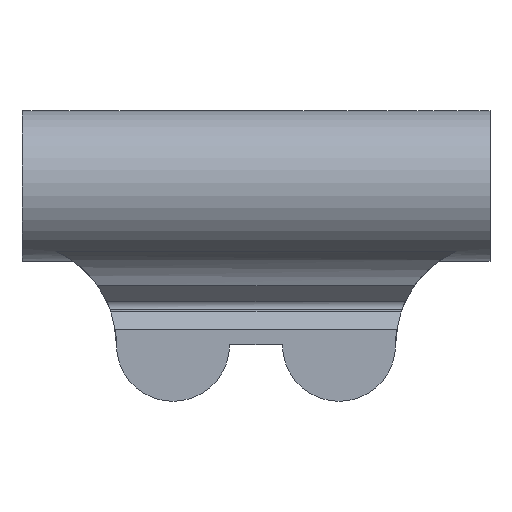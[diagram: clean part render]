
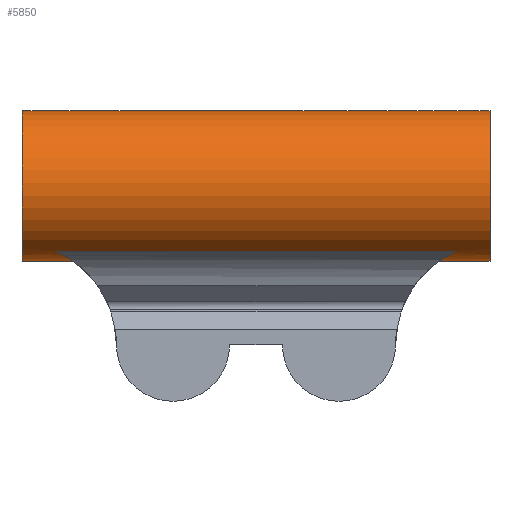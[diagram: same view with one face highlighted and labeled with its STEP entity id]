
A CAD part, front view. The second image highlights one B-rep face of the part: STEP entity #5850.
In plain terms, the highlighted cylindrical face has radius 10 mm (diameter 20 mm), a partial arc.
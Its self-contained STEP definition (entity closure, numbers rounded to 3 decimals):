
#98 = CARTESIAN_POINT ( 'NONE',  ( 5.253, -5.018, -14.59 ) ) ;
#137 = CIRCLE ( 'NONE', #5847, 10. ) ;
#256 = VECTOR ( 'NONE', #6715, 1000. ) ;
#289 = CARTESIAN_POINT ( 'NONE',  ( -1., -2.16, -5. ) ) ;
#336 = CARTESIAN_POINT ( 'NONE',  ( -1., -2.16, 5. ) ) ;
#420 = ORIENTED_EDGE ( 'NONE', *, *, #4132, .T. ) ;
#497 = CARTESIAN_POINT ( 'NONE',  ( 56.445, -7.144, -13.67 ) ) ;
#509 = CIRCLE ( 'NONE', #8310, 10. ) ;
#616 = CARTESIAN_POINT ( 'NONE',  ( 5.411, -4.649, -14.693 ) ) ;
#620 = CARTESIAN_POINT ( 'NONE',  ( 61.001, -2.16, 5. ) ) ;
#629 = CARTESIAN_POINT ( 'NONE',  ( 61., -7.144, -13.67 ) ) ;
#699 = CARTESIAN_POINT ( 'NONE',  ( 54.756, -5.015, -14.586 ) ) ;
#760 = VERTEX_POINT ( 'NONE', #2696 ) ;
#932 = VECTOR ( 'NONE', #6595, 1000. ) ;
#1003 = CARTESIAN_POINT ( 'NONE',  ( 5.797, -3.069, -14.959 ) ) ;
#1222 = CARTESIAN_POINT ( 'NONE',  ( 54.256, -3.481, -14.921 ) ) ;
#1275 = CARTESIAN_POINT ( 'NONE',  ( 61., -2.16, -5. ) ) ;
#1313 = CARTESIAN_POINT ( 'NONE',  ( 4.87, -5.716, -14.354 ) ) ;
#1353 = CARTESIAN_POINT ( 'NONE',  ( 4.144, -6.63, -13.951 ) ) ;
#1413 = DIRECTION ( 'NONE',  ( 1., 0., 0. ) ) ;
#1466 = EDGE_LOOP ( 'NONE', ( #8542, #4209, #2488, #5157, #3610, #420, #2776, #3143 ) ) ;
#1480 = CARTESIAN_POINT ( 'NONE',  ( 5.797, -3.069, -14.959 ) ) ;
#1492 = DIRECTION ( 'NONE',  ( 1., 0., 0. ) ) ;
#1669 = VERTEX_POINT ( 'NONE', #497 ) ;
#1726 = EDGE_CURVE ( 'NONE', #6621, #1669, #4600, .T. ) ;
#1738 = CARTESIAN_POINT ( 'NONE',  ( 61., -3.069, -14.959 ) ) ;
#1748 = CARTESIAN_POINT ( 'NONE',  ( 61., -2.16, 5. ) ) ;
#1922 = CARTESIAN_POINT ( 'NONE',  ( 55.353, -6.038, -14.223 ) ) ;
#2086 = AXIS2_PLACEMENT_3D ( 'NONE', #1275, #5895, #2099 ) ;
#2099 = DIRECTION ( 'NONE',  ( 0., 0., 1. ) ) ;
#2147 = EDGE_CURVE ( 'NONE', #6150, #2291, #3975, .T. ) ;
#2291 = VERTEX_POINT ( 'NONE', #336 ) ;
#2292 = VERTEX_POINT ( 'NONE', #1738 ) ;
#2356 = CARTESIAN_POINT ( 'NONE',  ( 5.647, -3.877, -14.854 ) ) ;
#2488 = ORIENTED_EDGE ( 'NONE', *, *, #4792, .F. ) ;
#2572 = CARTESIAN_POINT ( 'NONE',  ( 56.292, -7.023, -13.739 ) ) ;
#2626 = CARTESIAN_POINT ( 'NONE',  ( 3.859, -6.903, -13.808 ) ) ;
#2665 = CARTESIAN_POINT ( 'NONE',  ( 54.845, -5.197, -14.53 ) ) ;
#2696 = CARTESIAN_POINT ( 'NONE',  ( 54.203, -3.069, -14.959 ) ) ;
#2776 = ORIENTED_EDGE ( 'NONE', *, *, #6305, .F. ) ;
#2844 = DIRECTION ( 'NONE',  ( 0., 0., -1. ) ) ;
#3143 = ORIENTED_EDGE ( 'NONE', *, *, #4722, .T. ) ;
#3275 = LINE ( 'NONE', #5928, #256 ) ;
#3281 = CARTESIAN_POINT ( 'NONE',  ( 4.648, -6.038, -14.223 ) ) ;
#3329 = CARTESIAN_POINT ( 'NONE',  ( 3.555, -7.144, -13.67 ) ) ;
#3610 = ORIENTED_EDGE ( 'NONE', *, *, #2147, .T. ) ;
#3669 = CARTESIAN_POINT ( 'NONE',  ( 5.771, -3.273, -14.94 ) ) ;
#3888 = CARTESIAN_POINT ( 'NONE',  ( 55.729, -6.481, -14.02 ) ) ;
#3896 = FACE_OUTER_BOUND ( 'NONE', #1466, .T. ) ;
#3935 = CARTESIAN_POINT ( 'NONE',  ( 30., -3.069, -14.959 ) ) ;
#3965 = CARTESIAN_POINT ( 'NONE',  ( 56.445, -7.144, -13.67 ) ) ;
#3975 = LINE ( 'NONE', #620, #932 ) ;
#4054 = CARTESIAN_POINT ( 'NONE',  ( 54.598, -4.645, -14.688 ) ) ;
#4132 = EDGE_CURVE ( 'NONE', #2291, #4700, #509, .T. ) ;
#4209 = ORIENTED_EDGE ( 'NONE', *, *, #6256, .T. ) ;
#4582 = CARTESIAN_POINT ( 'NONE',  ( 54.344, -3.879, -14.859 ) ) ;
#4588 = LINE ( 'NONE', #3935, #4836 ) ;
#4600 = LINE ( 'NONE', #629, #7761 ) ;
#4700 = VERTEX_POINT ( 'NONE', #8336 ) ;
#4722 = EDGE_CURVE ( 'NONE', #6041, #6621, #5309, .T. ) ;
#4792 = EDGE_CURVE ( 'NONE', #2292, #760, #4588, .T. ) ;
#4836 = VECTOR ( 'NONE', #5983, 1000. ) ;
#5062 = CYLINDRICAL_SURFACE ( 'NONE', #2086, 10. ) ;
#5157 = ORIENTED_EDGE ( 'NONE', *, *, #5761, .F. ) ;
#5309 = B_SPLINE_CURVE_WITH_KNOTS ( 'NONE', 3,
 ( #1003, #3669, #6319, #2356, #6592, #616, #98, #1313, #3281, #1353, #2626, #3329 ),
 .UNSPECIFIED., .F., .F.,
 ( 4, 2, 2, 2, 2, 4 ),
 ( 0.004, 0.004, 0.005, 0.006, 0.007, 0.009 ),
 .UNSPECIFIED. ) ;
#5597 = DIRECTION ( 'NONE',  ( 1., 0., 0. ) ) ;
#5761 = EDGE_CURVE ( 'NONE', #6150, #2292, #137, .T. ) ;
#5847 = AXIS2_PLACEMENT_3D ( 'NONE', #7642, #1492, #2844 ) ;
#5850 = ADVANCED_FACE ( 'NONE', ( #3896 ), #5062, .T. ) ;
#5895 = DIRECTION ( 'NONE',  ( -1., 0., 0. ) ) ;
#5928 = CARTESIAN_POINT ( 'NONE',  ( 30., -3.069, -14.959 ) ) ;
#5983 = DIRECTION ( 'NONE',  ( -1., 0., 0. ) ) ;
#6041 = VERTEX_POINT ( 'NONE', #1480 ) ;
#6055 = CARTESIAN_POINT ( 'NONE',  ( 55.862, -6.623, -13.95 ) ) ;
#6150 = VERTEX_POINT ( 'NONE', #1748 ) ;
#6256 = EDGE_CURVE ( 'NONE', #1669, #760, #6489, .T. ) ;
#6305 = EDGE_CURVE ( 'NONE', #6041, #4700, #3275, .T. ) ;
#6319 = CARTESIAN_POINT ( 'NONE',  ( 5.735, -3.477, -14.915 ) ) ;
#6489 = B_SPLINE_CURVE_WITH_KNOTS ( 'NONE', 3,
 ( #3965, #2572, #7191, #6055, #3888, #1922, #7900, #2665, #699, #4054, #6624, #4582, #1222, #7951 ),
 .UNSPECIFIED., .F., .F.,
 ( 4, 2, 2, 2, 2, 2, 4 ),
 ( 0.005, 0.006, 0.006, 0.008, 0.008, 0.009, 0.01 ),
 .UNSPECIFIED. ) ;
#6592 = CARTESIAN_POINT ( 'NONE',  ( 5.594, -4.073, -14.817 ) ) ;
#6595 = DIRECTION ( 'NONE',  ( -1., 0., 0. ) ) ;
#6621 = VERTEX_POINT ( 'NONE', #7670 ) ;
#6624 = CARTESIAN_POINT ( 'NONE',  ( 54.528, -4.456, -14.735 ) ) ;
#6715 = DIRECTION ( 'NONE',  ( -1., 0., 0. ) ) ;
#7191 = CARTESIAN_POINT ( 'NONE',  ( 56.144, -6.893, -13.81 ) ) ;
#7642 = CARTESIAN_POINT ( 'NONE',  ( 61., -2.16, -5. ) ) ;
#7670 = CARTESIAN_POINT ( 'NONE',  ( 3.555, -7.144, -13.67 ) ) ;
#7761 = VECTOR ( 'NONE', #1413, 1000. ) ;
#7900 = CARTESIAN_POINT ( 'NONE',  ( 55.132, -5.718, -14.353 ) ) ;
#7951 = CARTESIAN_POINT ( 'NONE',  ( 54.203, -3.069, -14.959 ) ) ;
#8269 = DIRECTION ( 'NONE',  ( 0., 0., 1. ) ) ;
#8310 = AXIS2_PLACEMENT_3D ( 'NONE', #289, #5597, #8269 ) ;
#8336 = CARTESIAN_POINT ( 'NONE',  ( -1., -3.069, -14.959 ) ) ;
#8542 = ORIENTED_EDGE ( 'NONE', *, *, #1726, .T. ) ;
